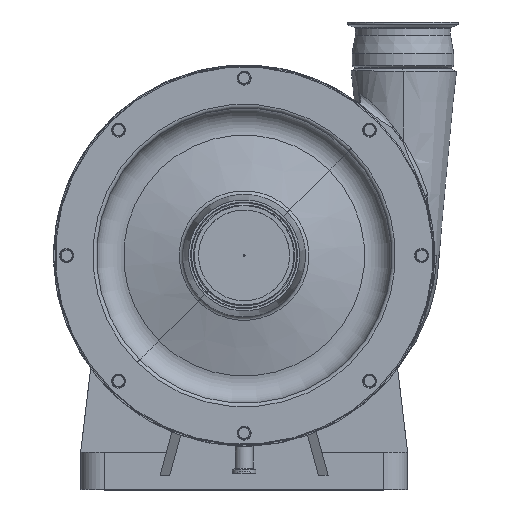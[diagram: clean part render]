
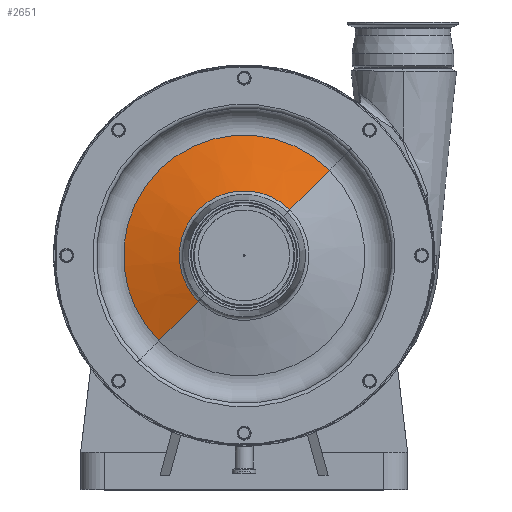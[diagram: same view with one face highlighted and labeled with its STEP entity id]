
A CAD part, top view. The second image highlights one B-rep face of the part: STEP entity #2651.
In plain terms, the highlighted conical face has half-angle 75 degrees and reference radius 69.319 mm.
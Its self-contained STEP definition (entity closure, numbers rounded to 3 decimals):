
#214 = LINE ( 'NONE', #5957, #2255 ) ;
#671 = CONICAL_SURFACE ( 'NONE', #10639, 69.319, 1.309 ) ;
#1031 = CARTESIAN_POINT ( 'NONE',  ( -49.016, -49.016, 70.111 ) ) ;
#1364 = EDGE_CURVE ( 'NONE', #18622, #13774, #6156, .T. ) ;
#2255 = VECTOR ( 'NONE', #21244, 1000. ) ;
#2523 = EDGE_CURVE ( 'NONE', #13774, #7795, #214, .T. ) ;
#2651 = ADVANCED_FACE ( 'NONE', ( #17413 ), #671, .T. ) ;
#2706 = DIRECTION ( 'NONE',  ( 0., 0., -1. ) ) ;
#3381 = EDGE_LOOP ( 'NONE', ( #21225, #18865, #4906, #18407 ) ) ;
#3560 = EDGE_CURVE ( 'NONE', #18622, #11527, #18083, .T. ) ;
#4906 = ORIENTED_EDGE ( 'NONE', *, *, #17827, .F. ) ;
#5213 = CARTESIAN_POINT ( 'NONE',  ( 49.016, 49.016, 70.111 ) ) ;
#5827 = DIRECTION ( 'NONE',  ( 0., 0., -1. ) ) ;
#5957 = CARTESIAN_POINT ( 'NONE',  ( 49.016, 49.016, 70.111 ) ) ;
#6107 = CARTESIAN_POINT ( 'NONE',  ( 0., 0., 70.111 ) ) ;
#6156 = CIRCLE ( 'NONE', #21626, 69.319 ) ;
#6679 = AXIS2_PLACEMENT_3D ( 'NONE', #12573, #2706, #8567 ) ;
#7795 = VERTEX_POINT ( 'NONE', #12663 ) ;
#8567 = DIRECTION ( 'NONE',  ( -0.707, -0.707, 0. ) ) ;
#9483 = CIRCLE ( 'NONE', #6679, 129.047 ) ;
#9544 = CARTESIAN_POINT ( 'NONE',  ( -91.25, -91.25, 54.107 ) ) ;
#10639 = AXIS2_PLACEMENT_3D ( 'NONE', #6107, #11483, #21267 ) ;
#11483 = DIRECTION ( 'NONE',  ( 0., 0., -1. ) ) ;
#11527 = VERTEX_POINT ( 'NONE', #9544 ) ;
#12573 = CARTESIAN_POINT ( 'NONE',  ( 0., 0., 54.107 ) ) ;
#12663 = CARTESIAN_POINT ( 'NONE',  ( 91.25, 91.25, 54.107 ) ) ;
#13774 = VERTEX_POINT ( 'NONE', #5213 ) ;
#14335 = CARTESIAN_POINT ( 'NONE',  ( -49.016, -49.016, 70.111 ) ) ;
#16223 = DIRECTION ( 'NONE',  ( -0.683, -0.683, -0.259 ) ) ;
#17265 = DIRECTION ( 'NONE',  ( -0.707, -0.707, 0. ) ) ;
#17413 = FACE_OUTER_BOUND ( 'NONE', #3381, .T. ) ;
#17827 = EDGE_CURVE ( 'NONE', #11527, #7795, #9483, .T. ) ;
#18083 = LINE ( 'NONE', #1031, #19481 ) ;
#18407 = ORIENTED_EDGE ( 'NONE', *, *, #3560, .F. ) ;
#18622 = VERTEX_POINT ( 'NONE', #14335 ) ;
#18865 = ORIENTED_EDGE ( 'NONE', *, *, #2523, .T. ) ;
#19143 = CARTESIAN_POINT ( 'NONE',  ( 0., 0., 70.111 ) ) ;
#19481 = VECTOR ( 'NONE', #16223, 1000. ) ;
#21225 = ORIENTED_EDGE ( 'NONE', *, *, #1364, .T. ) ;
#21244 = DIRECTION ( 'NONE',  ( 0.683, 0.683, -0.259 ) ) ;
#21267 = DIRECTION ( 'NONE',  ( -0.707, -0.707, 0. ) ) ;
#21626 = AXIS2_PLACEMENT_3D ( 'NONE', #19143, #5827, #17265 ) ;
